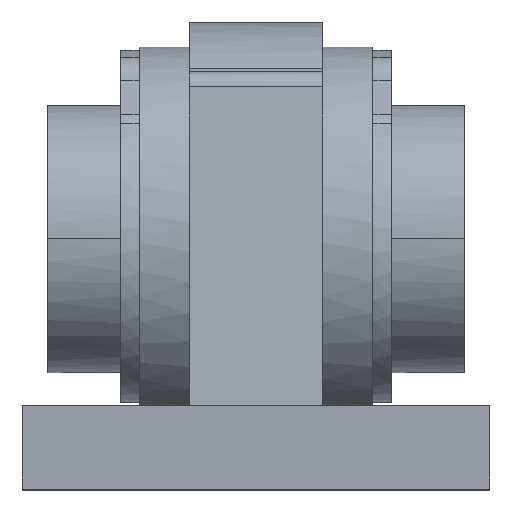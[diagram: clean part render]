
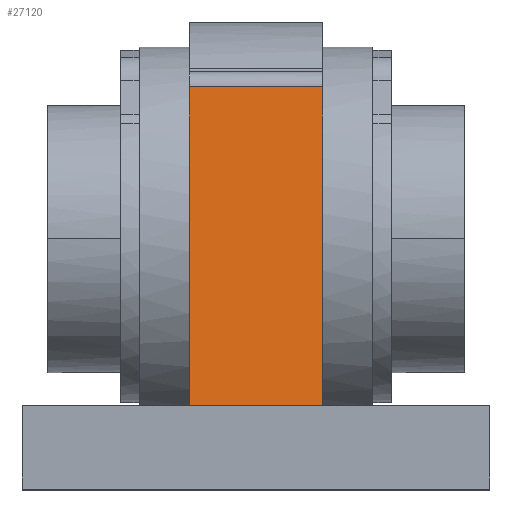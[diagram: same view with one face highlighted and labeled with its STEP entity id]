
A CAD part, top view. The second image highlights one B-rep face of the part: STEP entity #27120.
In plain terms, the highlighted free-form (B-spline) face has degree [1, 1] with [2, 2] control points.
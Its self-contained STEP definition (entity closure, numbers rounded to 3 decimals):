
#26770 = CARTESIAN_POINT ('', (4., 5., 15.999));
#26780 = VERTEX_POINT ('', #26770);
#26790 = CARTESIAN_POINT ('', (4., 24.087, 14.329));
#26800 = VERTEX_POINT ('', #26790);
#26810 = CARTESIAN_POINT ('', (4., 5., 15.999));
#26820 = CARTESIAN_POINT ('', (4., 24.087, 14.329));
#26830 = B_SPLINE_CURVE_WITH_KNOTS ('', 1, (#26810, #26820), .UNSPECIFIED., .F., .U., (2, 2), (0., 1.), .UNSPECIFIED.);
#26840 = EDGE_CURVE ('', #26780, #26800, #26830, .T.);
#26850 = ORIENTED_EDGE ('', *, *, #26840, .T.);
#26860 = CARTESIAN_POINT ('', (-4., 24.087, 14.329));
#26870 = VERTEX_POINT ('', #26860);
#26880 = CARTESIAN_POINT ('', (4., 24.087, 14.329));
#26890 = CARTESIAN_POINT ('', (-4., 24.087, 14.329));
#26900 = B_SPLINE_CURVE_WITH_KNOTS ('', 1, (#26880, #26890), .UNSPECIFIED., .F., .U., (2, 2), (0., 1.), .UNSPECIFIED.);
#26910 = EDGE_CURVE ('', #26800, #26870, #26900, .T.);
#26920 = ORIENTED_EDGE ('', *, *, #26910, .T.);
#26930 = CARTESIAN_POINT ('', (-4., 5., 15.999));
#26940 = VERTEX_POINT ('', #26930);
#26950 = CARTESIAN_POINT ('', (-4., 24.087, 14.329));
#26960 = CARTESIAN_POINT ('', (-4., 5., 15.999));
#26970 = B_SPLINE_CURVE_WITH_KNOTS ('', 1, (#26950, #26960), .UNSPECIFIED., .F., .U., (2, 2), (0., 1.), .UNSPECIFIED.);
#26980 = EDGE_CURVE ('', #26870, #26940, #26970, .T.);
#26990 = ORIENTED_EDGE ('', *, *, #26980, .T.);
#27000 = CARTESIAN_POINT ('', (-4., 5., 15.999));
#27010 = CARTESIAN_POINT ('', (4., 5., 15.999));
#27020 = B_SPLINE_CURVE_WITH_KNOTS ('', 1, (#27000, #27010), .UNSPECIFIED., .F., .U., (2, 2), (0., 1.), .UNSPECIFIED.);
#27030 = EDGE_CURVE ('', #26940, #26780, #27020, .T.);
#27040 = ORIENTED_EDGE ('', *, *, #27030, .T.);
#27050 = EDGE_LOOP ('', (#26850, #26920, #26990, #27040));
#27060 = FACE_OUTER_BOUND ('', #27050, .T.);
#27070 = CARTESIAN_POINT ('', (4., 5., 15.999));
#27080 = CARTESIAN_POINT ('', (-4., 5., 15.999));
#27090 = CARTESIAN_POINT ('', (4., 24.087, 14.329));
#27100 = CARTESIAN_POINT ('', (-4., 24.087, 14.329));
#27110 = B_SPLINE_SURFACE_WITH_KNOTS ('', 1, 1, ((#27070, #27080), (#27090, #27100)), .UNSPECIFIED., .F., .F., .U., (2, 2), (2, 2), (0., 1.), (0., 1.), .UNSPECIFIED.);
#27120 = ADVANCED_FACE ('', (#27060), #27110, .T.);
